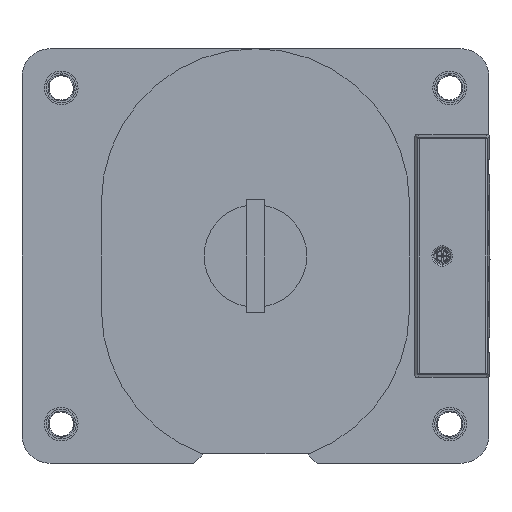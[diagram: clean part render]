
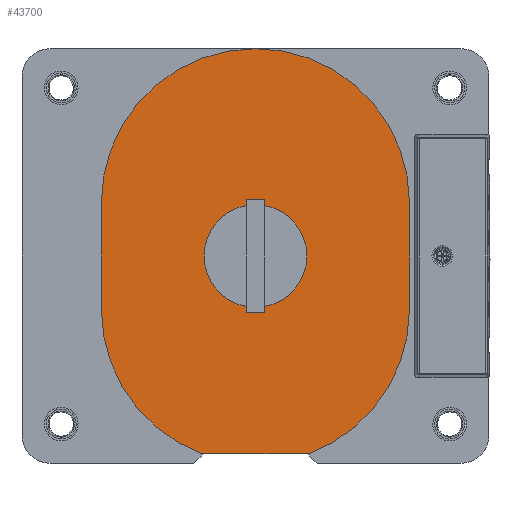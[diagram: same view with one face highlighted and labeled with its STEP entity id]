
A CAD part, left-side view. The second image highlights one B-rep face of the part: STEP entity #43700.
In plain terms, the highlighted planar face has unit normal (-1, 0, 0).
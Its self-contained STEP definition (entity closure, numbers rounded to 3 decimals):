
#471 = DIRECTION ( 'NONE',  ( 0., 0., 1. ) ) ;
#6322 = VERTEX_POINT ( 'NONE', #106418 ) ;
#6794 = CARTESIAN_POINT ( 'NONE',  ( -135., 0., 27.5 ) ) ;
#7513 = EDGE_CURVE ( 'NONE', #41573, #6322, #73586, .T. ) ;
#10770 = VERTEX_POINT ( 'NONE', #17714 ) ;
#14888 = VERTEX_POINT ( 'NONE', #51127 ) ;
#16700 = DIRECTION ( 'NONE',  ( -1., 0., 0. ) ) ;
#17714 = CARTESIAN_POINT ( 'NONE',  ( -135., -28.284, -106. ) ) ;
#18020 = CIRCLE ( 'NONE', #106517, 27.5 ) ;
#18628 = CIRCLE ( 'NONE', #59747, 82.5 ) ;
#21674 = CARTESIAN_POINT ( 'NONE',  ( -135., 0., -28.5 ) ) ;
#29459 = EDGE_CURVE ( 'NONE', #14888, #71726, #35369, .T. ) ;
#29755 = ORIENTED_EDGE ( 'NONE', *, *, #124435, .T. ) ;
#30042 = VECTOR ( 'NONE', #53390, 1000. ) ;
#31412 = FACE_OUTER_BOUND ( 'NONE', #62035, .T. ) ;
#31617 = DIRECTION ( 'NONE',  ( -1., 0., 0. ) ) ;
#31621 = LINE ( 'NONE', #108539, #140513 ) ;
#32736 = DIRECTION ( 'NONE',  ( 0., 0., 1. ) ) ;
#32805 = EDGE_LOOP ( 'NONE', ( #107886, #91456 ) ) ;
#35369 = LINE ( 'NONE', #106629, #55766 ) ;
#36820 = EDGE_CURVE ( 'NONE', #10770, #14888, #86438, .T. ) ;
#38182 = VERTEX_POINT ( 'NONE', #55188 ) ;
#38553 = ORIENTED_EDGE ( 'NONE', *, *, #70657, .T. ) ;
#41573 = VERTEX_POINT ( 'NONE', #6794 ) ;
#43700 = ADVANCED_FACE ( 'NONE', ( #53498, #31412 ), #72669, .T. ) ;
#45387 = AXIS2_PLACEMENT_3D ( 'NONE', #21674, #97952, #32736 ) ;
#46824 = CARTESIAN_POINT ( 'NONE',  ( -135., 0., 0. ) ) ;
#50163 = AXIS2_PLACEMENT_3D ( 'NONE', #81986, #16700, #92916 ) ;
#51127 = CARTESIAN_POINT ( 'NONE',  ( -135., -82.5, -28.5 ) ) ;
#51378 = CIRCLE ( 'NONE', #50163, 82.5 ) ;
#52309 = DIRECTION ( 'NONE',  ( 0., 0., 1. ) ) ;
#52731 = AXIS2_PLACEMENT_3D ( 'NONE', #46824, #123050, #57734 ) ;
#53390 = DIRECTION ( 'NONE',  ( 0., 0., -1. ) ) ;
#53498 = FACE_BOUND ( 'NONE', #32805, .T. ) ;
#55188 = CARTESIAN_POINT ( 'NONE',  ( -135., 82.5, -28.5 ) ) ;
#55766 = VECTOR ( 'NONE', #52309, 1000. ) ;
#57734 = DIRECTION ( 'NONE',  ( 0., 0., 1. ) ) ;
#59747 = AXIS2_PLACEMENT_3D ( 'NONE', #131013, #65849, #471 ) ;
#60837 = AXIS2_PLACEMENT_3D ( 'NONE', #62079, #138139, #73118 ) ;
#61812 = CARTESIAN_POINT ( 'NONE',  ( -135., -82.5, 28.5 ) ) ;
#61905 = CARTESIAN_POINT ( 'NONE',  ( -135., 82.5, 28.5 ) ) ;
#62035 = EDGE_LOOP ( 'NONE', ( #38553, #112791, #29755, #135254, #111969, #109274 ) ) ;
#62079 = CARTESIAN_POINT ( 'NONE',  ( -135., 0., 28.5 ) ) ;
#65849 = DIRECTION ( 'NONE',  ( -1., 0., 0. ) ) ;
#70657 = EDGE_CURVE ( 'NONE', #71726, #132353, #51378, .T. ) ;
#71726 = VERTEX_POINT ( 'NONE', #61812 ) ;
#72669 = PLANE ( 'NONE',  #60837 ) ;
#73118 = DIRECTION ( 'NONE',  ( 0., 0., 1. ) ) ;
#73586 = CIRCLE ( 'NONE', #52731, 27.5 ) ;
#81986 = CARTESIAN_POINT ( 'NONE',  ( -135., 0., 28.5 ) ) ;
#86438 = CIRCLE ( 'NONE', #45387, 82.5 ) ;
#87077 = DIRECTION ( 'NONE',  ( 0., -1., 0. ) ) ;
#87712 = CARTESIAN_POINT ( 'NONE',  ( -135., 28.284, -106. ) ) ;
#90771 = EDGE_CURVE ( 'NONE', #114807, #10770, #31621, .T. ) ;
#91456 = ORIENTED_EDGE ( 'NONE', *, *, #7513, .F. ) ;
#92916 = DIRECTION ( 'NONE',  ( 0., 0., 1. ) ) ;
#96866 = CARTESIAN_POINT ( 'NONE',  ( -135., 0., 0. ) ) ;
#97952 = DIRECTION ( 'NONE',  ( -1., 0., 0. ) ) ;
#106418 = CARTESIAN_POINT ( 'NONE',  ( -135., 0., -27.5 ) ) ;
#106517 = AXIS2_PLACEMENT_3D ( 'NONE', #96866, #31617, #107802 ) ;
#106629 = CARTESIAN_POINT ( 'NONE',  ( -135., -82.5, 28.5 ) ) ;
#107802 = DIRECTION ( 'NONE',  ( 0., 0., 1. ) ) ;
#107886 = ORIENTED_EDGE ( 'NONE', *, *, #134295, .F. ) ;
#108539 = CARTESIAN_POINT ( 'NONE',  ( -135., -28.284, -106. ) ) ;
#109274 = ORIENTED_EDGE ( 'NONE', *, *, #29459, .T. ) ;
#111969 = ORIENTED_EDGE ( 'NONE', *, *, #36820, .T. ) ;
#112791 = ORIENTED_EDGE ( 'NONE', *, *, #138847, .T. ) ;
#113525 = LINE ( 'NONE', #118649, #30042 ) ;
#114807 = VERTEX_POINT ( 'NONE', #87712 ) ;
#118649 = CARTESIAN_POINT ( 'NONE',  ( -135., 82.5, 28.5 ) ) ;
#123050 = DIRECTION ( 'NONE',  ( -1., 0., 0. ) ) ;
#124435 = EDGE_CURVE ( 'NONE', #38182, #114807, #18628, .T. ) ;
#131013 = CARTESIAN_POINT ( 'NONE',  ( -135., 0., -28.5 ) ) ;
#132353 = VERTEX_POINT ( 'NONE', #61905 ) ;
#134295 = EDGE_CURVE ( 'NONE', #6322, #41573, #18020, .T. ) ;
#135254 = ORIENTED_EDGE ( 'NONE', *, *, #90771, .T. ) ;
#138139 = DIRECTION ( 'NONE',  ( -1., 0., 0. ) ) ;
#138847 = EDGE_CURVE ( 'NONE', #132353, #38182, #113525, .T. ) ;
#140513 = VECTOR ( 'NONE', #87077, 1000. ) ;
